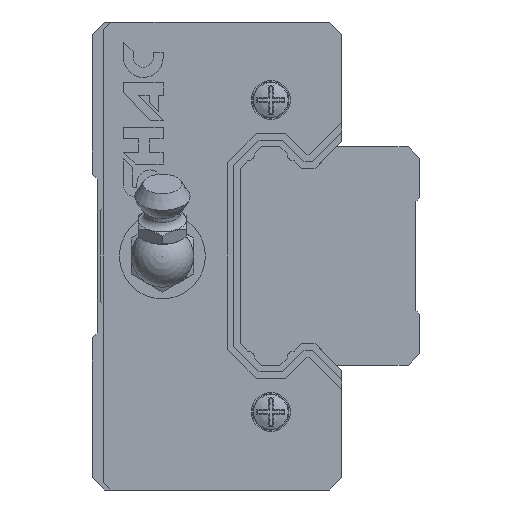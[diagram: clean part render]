
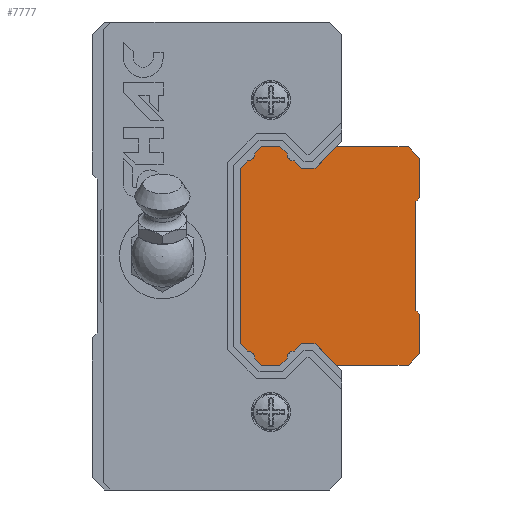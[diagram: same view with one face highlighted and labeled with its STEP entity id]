
A CAD part, left-side view. The second image highlights one B-rep face of the part: STEP entity #7777.
In plain terms, the highlighted planar face has unit normal (-1, 0, 0).
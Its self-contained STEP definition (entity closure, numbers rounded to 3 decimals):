
#138=CIRCLE('',#8276,0.895);
#142=CIRCLE('',#8296,0.895);
#144=CIRCLE('',#8302,0.895);
#152=CIRCLE('',#8314,0.895);
#543=ORIENTED_EDGE('',*,*,#2604,.F.);
#544=ORIENTED_EDGE('',*,*,#2731,.T.);
#545=ORIENTED_EDGE('',*,*,#2728,.F.);
#546=ORIENTED_EDGE('',*,*,#2682,.F.);
#547=ORIENTED_EDGE('',*,*,#2679,.F.);
#548=ORIENTED_EDGE('',*,*,#2676,.T.);
#549=ORIENTED_EDGE('',*,*,#2673,.F.);
#550=ORIENTED_EDGE('',*,*,#2670,.F.);
#551=ORIENTED_EDGE('',*,*,#2667,.F.);
#552=ORIENTED_EDGE('',*,*,#2664,.T.);
#553=ORIENTED_EDGE('',*,*,#2661,.F.);
#554=ORIENTED_EDGE('',*,*,#2658,.F.);
#555=ORIENTED_EDGE('',*,*,#2655,.F.);
#556=ORIENTED_EDGE('',*,*,#2652,.F.);
#557=ORIENTED_EDGE('',*,*,#2649,.F.);
#558=ORIENTED_EDGE('',*,*,#2646,.F.);
#559=ORIENTED_EDGE('',*,*,#2643,.F.);
#560=ORIENTED_EDGE('',*,*,#2640,.F.);
#561=ORIENTED_EDGE('',*,*,#2635,.F.);
#562=ORIENTED_EDGE('',*,*,#2632,.F.);
#563=ORIENTED_EDGE('',*,*,#2629,.F.);
#564=ORIENTED_EDGE('',*,*,#2626,.F.);
#565=ORIENTED_EDGE('',*,*,#2623,.F.);
#566=ORIENTED_EDGE('',*,*,#2620,.F.);
#567=ORIENTED_EDGE('',*,*,#2617,.F.);
#568=ORIENTED_EDGE('',*,*,#2614,.T.);
#569=ORIENTED_EDGE('',*,*,#2611,.F.);
#570=ORIENTED_EDGE('',*,*,#2608,.F.);
#2604=EDGE_CURVE('',#3727,#3728,#4490,.T.);
#2608=EDGE_CURVE('',#3728,#3731,#4494,.T.);
#2611=EDGE_CURVE('',#3731,#3733,#4497,.T.);
#2614=EDGE_CURVE('',#3735,#3733,#138,.T.);
#2617=EDGE_CURVE('',#3735,#3737,#4501,.T.);
#2620=EDGE_CURVE('',#3737,#3739,#4504,.T.);
#2623=EDGE_CURVE('',#3739,#3741,#4507,.T.);
#2626=EDGE_CURVE('',#3741,#3743,#4510,.T.);
#2629=EDGE_CURVE('',#3743,#3745,#4513,.T.);
#2632=EDGE_CURVE('',#3745,#3747,#4516,.T.);
#2635=EDGE_CURVE('',#3747,#3749,#4519,.T.);
#2640=EDGE_CURVE('',#3749,#3753,#4522,.T.);
#2643=EDGE_CURVE('',#3753,#3755,#4525,.T.);
#2646=EDGE_CURVE('',#3755,#3757,#4528,.T.);
#2649=EDGE_CURVE('',#3757,#3759,#4531,.T.);
#2652=EDGE_CURVE('',#3759,#3761,#4534,.T.);
#2655=EDGE_CURVE('',#3761,#3763,#4537,.T.);
#2658=EDGE_CURVE('',#3763,#3765,#4540,.T.);
#2661=EDGE_CURVE('',#3765,#3767,#4543,.T.);
#2664=EDGE_CURVE('',#3769,#3767,#142,.T.);
#2667=EDGE_CURVE('',#3769,#3771,#4547,.T.);
#2670=EDGE_CURVE('',#3771,#3773,#4550,.T.);
#2673=EDGE_CURVE('',#3773,#3775,#4553,.T.);
#2676=EDGE_CURVE('',#3777,#3775,#144,.T.);
#2679=EDGE_CURVE('',#3777,#3779,#4557,.T.);
#2682=EDGE_CURVE('',#3779,#3781,#4560,.T.);
#2728=EDGE_CURVE('',#3781,#3826,#4600,.T.);
#2731=EDGE_CURVE('',#3727,#3826,#152,.T.);
#3727=VERTEX_POINT('',#11053);
#3728=VERTEX_POINT('',#11054);
#3731=VERTEX_POINT('',#11062);
#3733=VERTEX_POINT('',#11068);
#3735=VERTEX_POINT('',#11074);
#3737=VERTEX_POINT('',#11080);
#3739=VERTEX_POINT('',#11086);
#3741=VERTEX_POINT('',#11092);
#3743=VERTEX_POINT('',#11098);
#3745=VERTEX_POINT('',#11104);
#3747=VERTEX_POINT('',#11110);
#3749=VERTEX_POINT('',#11116);
#3753=VERTEX_POINT('',#11126);
#3755=VERTEX_POINT('',#11132);
#3757=VERTEX_POINT('',#11138);
#3759=VERTEX_POINT('',#11144);
#3761=VERTEX_POINT('',#11150);
#3763=VERTEX_POINT('',#11156);
#3765=VERTEX_POINT('',#11162);
#3767=VERTEX_POINT('',#11168);
#3769=VERTEX_POINT('',#11174);
#3771=VERTEX_POINT('',#11180);
#3773=VERTEX_POINT('',#11186);
#3775=VERTEX_POINT('',#11192);
#3777=VERTEX_POINT('',#11198);
#3779=VERTEX_POINT('',#11204);
#3781=VERTEX_POINT('',#11210);
#3826=VERTEX_POINT('',#11302);
#4490=LINE('',#11052,#5424);
#4494=LINE('',#11061,#5428);
#4497=LINE('',#11067,#5431);
#4501=LINE('',#11079,#5435);
#4504=LINE('',#11085,#5438);
#4507=LINE('',#11091,#5441);
#4510=LINE('',#11097,#5444);
#4513=LINE('',#11103,#5447);
#4516=LINE('',#11109,#5450);
#4519=LINE('',#11115,#5453);
#4522=LINE('',#11125,#5456);
#4525=LINE('',#11131,#5459);
#4528=LINE('',#11137,#5462);
#4531=LINE('',#11143,#5465);
#4534=LINE('',#11149,#5468);
#4537=LINE('',#11155,#5471);
#4540=LINE('',#11161,#5474);
#4543=LINE('',#11167,#5477);
#4547=LINE('',#11179,#5481);
#4550=LINE('',#11185,#5484);
#4553=LINE('',#11191,#5487);
#4557=LINE('',#11203,#5491);
#4560=LINE('',#11209,#5494);
#4600=LINE('',#11301,#5534);
#5424=VECTOR('',#8890,1000.);
#5428=VECTOR('',#8896,1000.);
#5431=VECTOR('',#8901,1000.);
#5435=VECTOR('',#8913,1000.);
#5438=VECTOR('',#8918,1000.);
#5441=VECTOR('',#8923,1000.);
#5444=VECTOR('',#8928,1000.);
#5447=VECTOR('',#8933,1000.);
#5450=VECTOR('',#8938,1000.);
#5453=VECTOR('',#8943,1000.);
#5456=VECTOR('',#8952,1000.);
#5459=VECTOR('',#8957,1000.);
#5462=VECTOR('',#8962,1000.);
#5465=VECTOR('',#8967,1000.);
#5468=VECTOR('',#8972,1000.);
#5471=VECTOR('',#8977,1000.);
#5474=VECTOR('',#8982,1000.);
#5477=VECTOR('',#8987,1000.);
#5481=VECTOR('',#8999,1000.);
#5484=VECTOR('',#9004,1000.);
#5487=VECTOR('',#9009,1000.);
#5491=VECTOR('',#9021,1000.);
#5494=VECTOR('',#9026,1000.);
#5534=VECTOR('',#9080,1000.);
#6393=EDGE_LOOP('',(#543,#544,#545,#546,#547,#548,#549,#550,#551,#552,#553,
#554,#555,#556,#557,#558,#559,#560,#561,#562,#563,#564,#565,#566,#567,#568,
#569,#570));
#6911=FACE_BOUND('',#6393,.T.);
#7419=PLANE('',#8317);
#7777=ADVANCED_FACE('',(#6911),#7419,.F.);
#8276=AXIS2_PLACEMENT_3D('',#11073,#8906,#8907);
#8296=AXIS2_PLACEMENT_3D('',#11173,#8992,#8993);
#8302=AXIS2_PLACEMENT_3D('',#11197,#9014,#9015);
#8314=AXIS2_PLACEMENT_3D('',#11307,#9085,#9086);
#8317=AXIS2_PLACEMENT_3D('',#11310,#9091,#9092);
#8890=DIRECTION('',(0.,-0.707,0.707));
#8896=DIRECTION('',(0.,-1.,0.));
#8901=DIRECTION('',(0.,-0.707,-0.707));
#8906=DIRECTION('',(1.,0.,0.));
#8907=DIRECTION('',(0.,0.,-1.));
#8913=DIRECTION('',(0.,-0.707,-0.707));
#8918=DIRECTION('',(0.,-1.,0.));
#8923=DIRECTION('',(0.,-0.707,0.707));
#8928=DIRECTION('',(0.,-1.,0.));
#8933=DIRECTION('',(0.,-0.707,-0.707));
#8938=DIRECTION('',(0.,0.,-1.));
#8943=DIRECTION('',(0.,0.707,-0.707));
#8952=DIRECTION('',(0.,0.,-1.));
#8957=DIRECTION('',(0.,-0.707,-0.707));
#8962=DIRECTION('',(0.,0.,-1.));
#8967=DIRECTION('',(0.,0.707,-0.707));
#8972=DIRECTION('',(0.,1.,0.));
#8977=DIRECTION('',(0.,0.707,0.707));
#8982=DIRECTION('',(0.,1.,0.));
#8987=DIRECTION('',(0.,0.707,-0.707));
#8992=DIRECTION('',(1.,0.,0.));
#8993=DIRECTION('',(0.,0.,-1.));
#8999=DIRECTION('',(0.,0.707,-0.707));
#9004=DIRECTION('',(0.,1.,0.));
#9009=DIRECTION('',(0.,0.707,0.707));
#9014=DIRECTION('',(1.,0.,0.));
#9015=DIRECTION('',(0.,0.,-1.));
#9021=DIRECTION('',(0.,0.707,0.707));
#9026=DIRECTION('',(0.,0.,1.));
#9080=DIRECTION('',(0.,-0.707,0.707));
#9085=DIRECTION('',(1.,0.,0.));
#9086=DIRECTION('',(0.,0.,-1.));
#9091=DIRECTION('',(1.,0.,0.));
#9092=DIRECTION('',(0.,0.,-1.));
#11052=CARTESIAN_POINT('',(-75.,21.18,13.09));
#11053=CARTESIAN_POINT('',(-75.,21.18,13.09));
#11054=CARTESIAN_POINT('',(-75.,20.27,14.));
#11061=CARTESIAN_POINT('',(-75.,20.27,14.));
#11062=CARTESIAN_POINT('',(-75.,17.93,14.));
#11067=CARTESIAN_POINT('',(-75.,17.93,14.));
#11068=CARTESIAN_POINT('',(-75.,17.02,13.09));
#11073=CARTESIAN_POINT('',(-75.,16.125,13.075));
#11074=CARTESIAN_POINT('',(-75.,16.11,12.18));
#11079=CARTESIAN_POINT('',(-75.,16.11,12.18));
#11080=CARTESIAN_POINT('',(-75.,15.2,11.27));
#11085=CARTESIAN_POINT('',(-75.,15.2,11.27));
#11086=CARTESIAN_POINT('',(-75.,13.43,11.27));
#11091=CARTESIAN_POINT('',(-75.,13.43,11.27));
#11092=CARTESIAN_POINT('',(-75.,10.7,14.));
#11097=CARTESIAN_POINT('',(-75.,10.7,14.));
#11098=CARTESIAN_POINT('',(-75.,1.5,14.));
#11103=CARTESIAN_POINT('',(-75.,1.5,14.));
#11104=CARTESIAN_POINT('',(-75.,0.,12.5));
#11109=CARTESIAN_POINT('',(-75.,0.,12.5));
#11110=CARTESIAN_POINT('',(-75.,0.,7.5));
#11115=CARTESIAN_POINT('',(-75.,0.,7.5));
#11116=CARTESIAN_POINT('',(-75.,0.5,7.));
#11125=CARTESIAN_POINT('',(-75.,0.5,7.));
#11126=CARTESIAN_POINT('',(-75.,0.5,-7.));
#11131=CARTESIAN_POINT('',(-75.,0.5,-7.));
#11132=CARTESIAN_POINT('',(-75.,0.,-7.5));
#11137=CARTESIAN_POINT('',(-75.,0.,-7.5));
#11138=CARTESIAN_POINT('',(-75.,0.,-12.5));
#11143=CARTESIAN_POINT('',(-75.,0.,-12.5));
#11144=CARTESIAN_POINT('',(-75.,1.5,-14.));
#11149=CARTESIAN_POINT('',(-75.,1.5,-14.));
#11150=CARTESIAN_POINT('',(-75.,10.7,-14.));
#11155=CARTESIAN_POINT('',(-75.,10.7,-14.));
#11156=CARTESIAN_POINT('',(-75.,13.43,-11.27));
#11161=CARTESIAN_POINT('',(-75.,13.43,-11.27));
#11162=CARTESIAN_POINT('',(-75.,15.2,-11.27));
#11167=CARTESIAN_POINT('',(-75.,15.2,-11.27));
#11168=CARTESIAN_POINT('',(-75.,16.11,-12.18));
#11173=CARTESIAN_POINT('',(-75.,16.125,-13.075));
#11174=CARTESIAN_POINT('',(-75.,17.02,-13.09));
#11179=CARTESIAN_POINT('',(-75.,17.02,-13.09));
#11180=CARTESIAN_POINT('',(-75.,17.93,-14.));
#11185=CARTESIAN_POINT('',(-75.,17.93,-14.));
#11186=CARTESIAN_POINT('',(-75.,20.27,-14.));
#11191=CARTESIAN_POINT('',(-75.,20.27,-14.));
#11192=CARTESIAN_POINT('',(-75.,21.18,-13.09));
#11197=CARTESIAN_POINT('',(-75.,22.075,-13.075));
#11198=CARTESIAN_POINT('',(-75.,22.09,-12.18));
#11203=CARTESIAN_POINT('',(-75.,22.09,-12.18));
#11204=CARTESIAN_POINT('',(-75.,23.,-11.27));
#11209=CARTESIAN_POINT('',(-75.,23.,-11.27));
#11210=CARTESIAN_POINT('',(-75.,23.,11.27));
#11301=CARTESIAN_POINT('',(-75.,23.,11.27));
#11302=CARTESIAN_POINT('',(-75.,22.09,12.18));
#11307=CARTESIAN_POINT('',(-75.,22.075,13.075));
#11310=CARTESIAN_POINT('',(-75.,16.125,13.075));
